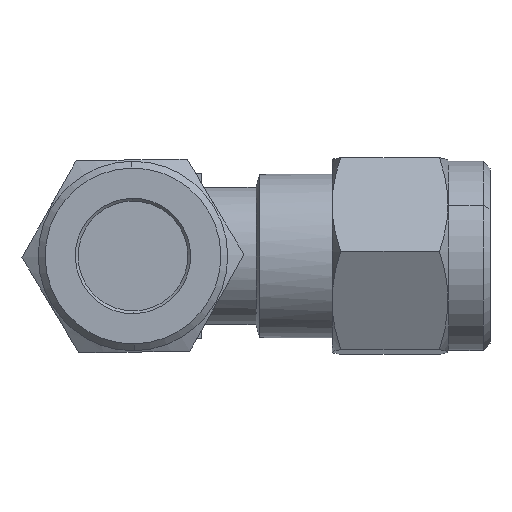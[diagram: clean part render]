
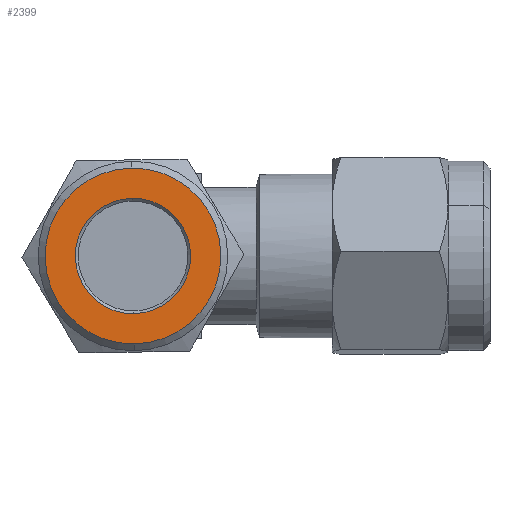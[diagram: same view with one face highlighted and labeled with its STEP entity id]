
A CAD part, left-side view. The second image highlights one B-rep face of the part: STEP entity #2399.
In plain terms, the highlighted planar face has unit normal (-1, 0, 0).
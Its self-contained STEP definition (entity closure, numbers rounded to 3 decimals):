
#135 = VERTEX_POINT ( 'NONE', #2411 ) ;
#232 = FACE_OUTER_BOUND ( 'NONE', #954, .T. ) ;
#234 = FACE_BOUND ( 'NONE', #955, .T. ) ;
#399 = CIRCLE ( 'NONE', #2633, 6.4 ) ;
#400 = CIRCLE ( 'NONE', #2634, 4.2 ) ;
#450 = CIRCLE ( 'NONE', #2649, 4.2 ) ;
#452 = CIRCLE ( 'NONE', #2651, 6.4 ) ;
#606 = CARTESIAN_POINT ( 'NONE',  ( -26., 21., 0. ) ) ;
#607 = DIRECTION ( 'NONE',  ( -1., 0., 0. ) ) ;
#608 = DIRECTION ( 'NONE',  ( 0., 0.014, 1. ) ) ;
#611 = CARTESIAN_POINT ( 'NONE',  ( -26., 21., 0. ) ) ;
#612 = DIRECTION ( 'NONE',  ( 1., 0., 0. ) ) ;
#613 = DIRECTION ( 'NONE',  ( 0., -0.014, -1. ) ) ;
#954 = EDGE_LOOP ( 'NONE', ( #2070, #2071 ) ) ;
#955 = EDGE_LOOP ( 'NONE', ( #2072, #2073 ) ) ;
#1009 = VERTEX_POINT ( 'NONE', #2458 ) ;
#1010 = VERTEX_POINT ( 'NONE', #2459 ) ;
#1020 = VERTEX_POINT ( 'NONE', #2469 ) ;
#1087 = CARTESIAN_POINT ( 'NONE',  ( -26., 21., 0. ) ) ;
#1088 = DIRECTION ( 'NONE',  ( 1., 0., 0. ) ) ;
#1089 = DIRECTION ( 'NONE',  ( 0., -0.014, -1. ) ) ;
#1097 = CARTESIAN_POINT ( 'NONE',  ( -26., 21., 0. ) ) ;
#1098 = DIRECTION ( 'NONE',  ( -1., 0., 0. ) ) ;
#1099 = DIRECTION ( 'NONE',  ( 0., 0.014, 1. ) ) ;
#1386 = DIRECTION ( 'NONE',  ( -1., 0., 0. ) ) ;
#1387 = CARTESIAN_POINT ( 'NONE',  ( -26., 27.899, -0.096 ) ) ;
#1389 = PLANE ( 'NONE',  #2578 ) ;
#1391 = DIRECTION ( 'NONE',  ( 0., 0.014, 1. ) ) ;
#2070 = ORIENTED_EDGE ( 'NONE', *, *, #2831, .T. ) ;
#2071 = ORIENTED_EDGE ( 'NONE', *, *, #2883, .T. ) ;
#2072 = ORIENTED_EDGE ( 'NONE', *, *, #2880, .T. ) ;
#2073 = ORIENTED_EDGE ( 'NONE', *, *, #2832, .T. ) ;
#2399 = ADVANCED_FACE ( 'NONE', ( #232, #234 ), #1389, .T. ) ;
#2411 = CARTESIAN_POINT ( 'NONE',  ( -26., 21.089, 6.399 ) ) ;
#2458 = CARTESIAN_POINT ( 'NONE',  ( -26., 20.941, -4.2 ) ) ;
#2459 = CARTESIAN_POINT ( 'NONE',  ( -26., 21.059, 4.2 ) ) ;
#2469 = CARTESIAN_POINT ( 'NONE',  ( -26., 20.911, -6.399 ) ) ;
#2578 = AXIS2_PLACEMENT_3D ( 'NONE', #1387, #1386, #1391 ) ;
#2633 = AXIS2_PLACEMENT_3D ( 'NONE', #606, #607, #608 ) ;
#2634 = AXIS2_PLACEMENT_3D ( 'NONE', #611, #612, #613 ) ;
#2649 = AXIS2_PLACEMENT_3D ( 'NONE', #1087, #1088, #1089 ) ;
#2651 = AXIS2_PLACEMENT_3D ( 'NONE', #1097, #1098, #1099 ) ;
#2831 = EDGE_CURVE ( 'NONE', #1020, #135, #399, .T. ) ;
#2832 = EDGE_CURVE ( 'NONE', #1009, #1010, #400, .T. ) ;
#2880 = EDGE_CURVE ( 'NONE', #1010, #1009, #450, .T. ) ;
#2883 = EDGE_CURVE ( 'NONE', #135, #1020, #452, .T. ) ;
